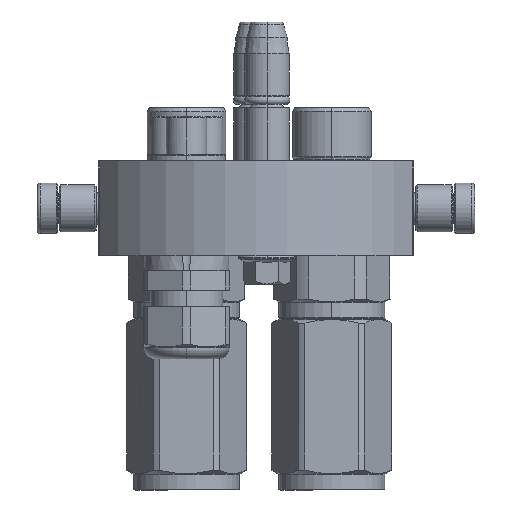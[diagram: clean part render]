
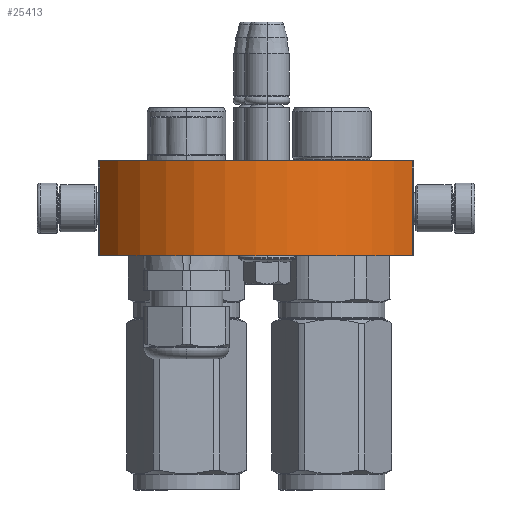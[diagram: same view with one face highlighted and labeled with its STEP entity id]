
A CAD part, left-side view. The second image highlights one B-rep face of the part: STEP entity #25413.
In plain terms, the highlighted cylindrical face has radius 57.25 mm (diameter 114.5 mm), a partial arc.
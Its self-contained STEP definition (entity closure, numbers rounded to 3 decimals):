
#1203 = VERTEX_POINT ( 'NONE', #29685 ) ;
#1841 = ORIENTED_EDGE ( 'NONE', *, *, #46894, .F. ) ;
#5043 = VECTOR ( 'NONE', #8684, 1000. ) ;
#5606 = ORIENTED_EDGE ( 'NONE', *, *, #22637, .T. ) ;
#7526 = DIRECTION ( 'NONE',  ( 0.865, 0., -0.502 ) ) ;
#8684 = DIRECTION ( 'NONE',  ( 0., 1., 0. ) ) ;
#12456 = CIRCLE ( 'NONE', #20957, 57.25 ) ;
#13443 = EDGE_LOOP ( 'NONE', ( #1841, #20000, #29989, #5606 ) ) ;
#15309 = VERTEX_POINT ( 'NONE', #49522 ) ;
#15470 = DIRECTION ( 'NONE',  ( 0.865, 0., -0.502 ) ) ;
#15788 = VECTOR ( 'NONE', #18683, 1000. ) ;
#16104 = LINE ( 'NONE', #24314, #5043 ) ;
#18683 = DIRECTION ( 'NONE',  ( 0., 1., 0. ) ) ;
#19873 = CARTESIAN_POINT ( 'NONE',  ( -49.5, 0., -28.763 ) ) ;
#20000 = ORIENTED_EDGE ( 'NONE', *, *, #32863, .F. ) ;
#20957 = AXIS2_PLACEMENT_3D ( 'NONE', #23186, #34884, #15470 ) ;
#22637 = EDGE_CURVE ( 'NONE', #48887, #1203, #16104, .T. ) ;
#23186 = CARTESIAN_POINT ( 'NONE',  ( 0., 0., 0. ) ) ;
#24314 = CARTESIAN_POINT ( 'NONE',  ( -49.5, 0., -28.763 ) ) ;
#24440 = VERTEX_POINT ( 'NONE', #41515 ) ;
#25413 = ADVANCED_FACE ( 'NONE', ( #40407 ), #35476, .T. ) ;
#28519 = CARTESIAN_POINT ( 'NONE',  ( 0., 0., 0. ) ) ;
#28685 = DIRECTION ( 'NONE',  ( 1., 0., 0. ) ) ;
#29685 = CARTESIAN_POINT ( 'NONE',  ( -49.5, 30., -28.763 ) ) ;
#29989 = ORIENTED_EDGE ( 'NONE', *, *, #34868, .T. ) ;
#30181 = CIRCLE ( 'NONE', #33554, 57.25 ) ;
#32863 = EDGE_CURVE ( 'NONE', #15309, #24440, #39165, .T. ) ;
#33554 = AXIS2_PLACEMENT_3D ( 'NONE', #34844, #35184, #7526 ) ;
#34844 = CARTESIAN_POINT ( 'NONE',  ( 0., 30., 0. ) ) ;
#34868 = EDGE_CURVE ( 'NONE', #15309, #48887, #12456, .T. ) ;
#34884 = DIRECTION ( 'NONE',  ( 0., 1., 0. ) ) ;
#35184 = DIRECTION ( 'NONE',  ( 0., 1., 0. ) ) ;
#35476 = CYLINDRICAL_SURFACE ( 'NONE', #39661, 57.25 ) ;
#38311 = CARTESIAN_POINT ( 'NONE',  ( 49.5, 0., -28.763 ) ) ;
#39165 = LINE ( 'NONE', #38311, #15788 ) ;
#39661 = AXIS2_PLACEMENT_3D ( 'NONE', #28519, #39885, #28685 ) ;
#39885 = DIRECTION ( 'NONE',  ( 0., -1., 0. ) ) ;
#40407 = FACE_OUTER_BOUND ( 'NONE', #13443, .T. ) ;
#41515 = CARTESIAN_POINT ( 'NONE',  ( 49.5, 30., -28.763 ) ) ;
#46894 = EDGE_CURVE ( 'NONE', #24440, #1203, #30181, .T. ) ;
#48887 = VERTEX_POINT ( 'NONE', #19873 ) ;
#49522 = CARTESIAN_POINT ( 'NONE',  ( 49.5, 0., -28.763 ) ) ;
